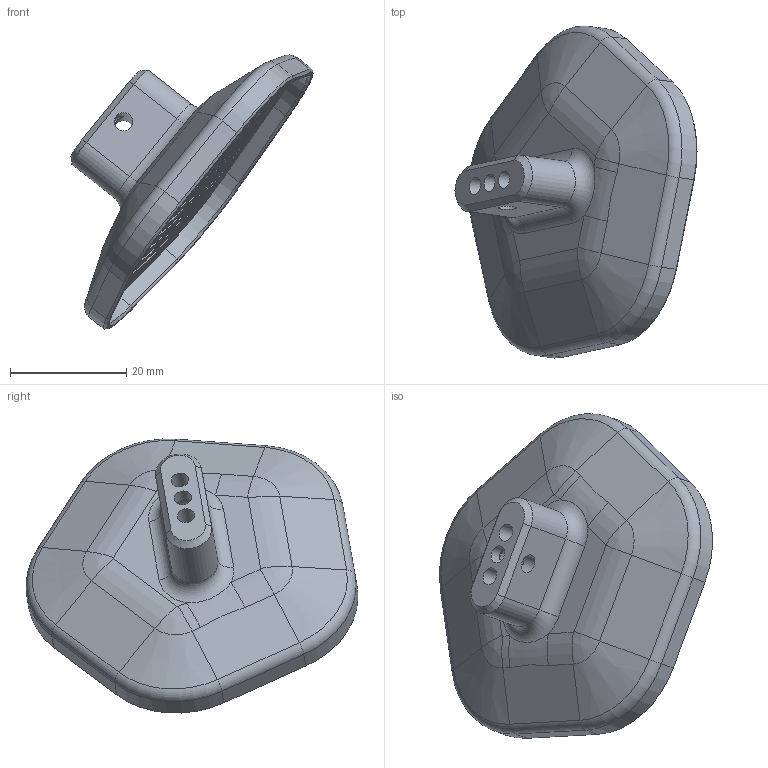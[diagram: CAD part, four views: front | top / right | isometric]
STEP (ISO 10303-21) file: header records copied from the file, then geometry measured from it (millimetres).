
FILE_DESCRIPTION(/* description */ (''),/* implementation_level */ '2;1');
FILE_NAME(/* name */ 'electrode pad.step',/* time_stamp */ '2026-01-08T12:26:25-08:00',/* author */ (''),/* organization */ (''),/* preprocessor_version */ 'ST-DEVELOPER v20.1',/* originating_system */ 'Autodesk Translation Framework v14.21.0.0',/* authorisation */ '');
FILE_SCHEMA (('AUTOMOTIVE_DESIGN { 1 0 10303 214 3 1 1 }'));
Length unit declared in the file: millimetre
Products named in the file (1): electrode pad
Bounding box: 41.63 x 57.1 x 47.13 mm (x, y, z)
Volume: 14570.9 mm3; surface area: 7923.3 mm2
Topology: 1 solids, 1 shells, 102 faces, 235 edges, 136 vertices
Faces by surface type: plane 39, cylinder 30, cone 17, bspline 9, torus 7
Full cylindrical faces by diameter (mm): 3 x3, 3.2 x1
Entity records: 4466 total; most frequent: CARTESIAN_POINT 2117, DIRECTION 503, ORIENTED_EDGE 470, EDGE_CURVE 235, AXIS2_PLACEMENT_3D 187, VERTEX_POINT 136, LINE 129, VECTOR 129
